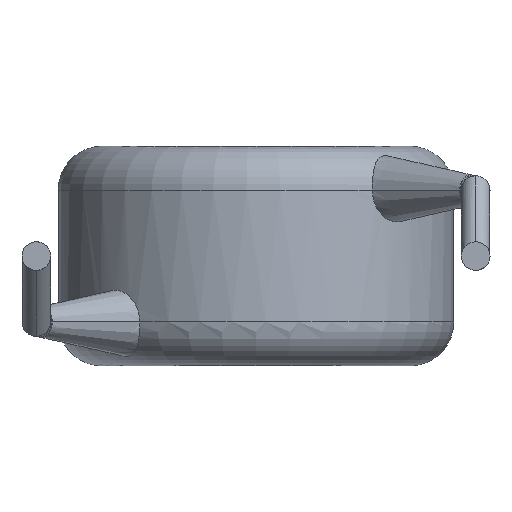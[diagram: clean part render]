
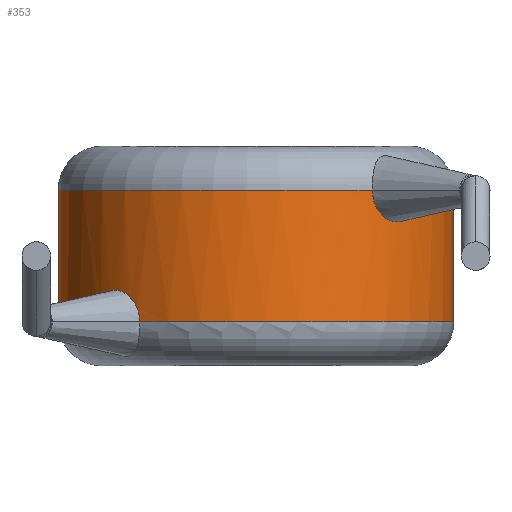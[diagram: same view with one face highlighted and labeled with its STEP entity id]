
A CAD part, front view. The second image highlights one B-rep face of the part: STEP entity #353.
In plain terms, the highlighted cylindrical face has radius 4.5 mm (diameter 9 mm), a partial arc.
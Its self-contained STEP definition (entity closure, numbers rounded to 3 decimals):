
#84 = CARTESIAN_POINT ( 'NONE',  ( 2.646, -3.64, 4. ) ) ;
#228 = CARTESIAN_POINT ( 'NONE',  ( 0., 0., 1. ) ) ;
#242 = CARTESIAN_POINT ( 'NONE',  ( 4.5, 0., 4. ) ) ;
#261 = CARTESIAN_POINT ( 'NONE',  ( 0., 0., 5. ) ) ;
#325 = EDGE_CURVE ( 'NONE', #3884, #3775, #4021, .T. ) ;
#337 = VERTEX_POINT ( 'NONE', #242 ) ;
#353 = ADVANCED_FACE ( 'NONE', ( #531 ), #3815, .T. ) ;
#356 = CARTESIAN_POINT ( 'NONE',  ( 0., 0., 4. ) ) ;
#399 = CARTESIAN_POINT ( 'NONE',  ( 2.646, -3.64, 3.904 ) ) ;
#439 = AXIS2_PLACEMENT_3D ( 'NONE', #1881, #1544, #1573 ) ;
#531 = FACE_OUTER_BOUND ( 'NONE', #2256, .T. ) ;
#642 = CARTESIAN_POINT ( 'NONE',  ( -2.646, -3.64, 1. ) ) ;
#695 = CARTESIAN_POINT ( 'NONE',  ( -4.5, 0., 4. ) ) ;
#728 = CARTESIAN_POINT ( 'NONE',  ( 2.722, -3.583, 3.633 ) ) ;
#736 = CARTESIAN_POINT ( 'NONE',  ( -3.502, -2.826, 1.58 ) ) ;
#747 = AXIS2_PLACEMENT_3D ( 'NONE', #261, #3531, #2180 ) ;
#760 = CARTESIAN_POINT ( 'NONE',  ( 4.5, 0., 1. ) ) ;
#765 = B_SPLINE_CURVE_WITH_KNOTS ( 'NONE', 3,
 ( #4215, #3014, #3656, #1436, #2708, #1724, #2695, #3034, #1740, #4009, #736, #3747, #3441, #4063 ),
 .UNSPECIFIED., .F., .F.,
 ( 4, 2, 2, 2, 2, 2, 4 ),
 ( 0., 0., 0.001, 0.001, 0.001, 0.002, 0.002 ),
 .UNSPECIFIED. ) ;
#799 = DIRECTION ( 'NONE',  ( 0., 0., -1. ) ) ;
#859 = EDGE_CURVE ( 'NONE', #2760, #3681, #3448, .T. ) ;
#903 = DIRECTION ( 'NONE',  ( 1., 0., 0. ) ) ;
#970 = ORIENTED_EDGE ( 'NONE', *, *, #1087, .T. ) ;
#1076 = CARTESIAN_POINT ( 'NONE',  ( 2.926, -3.422, 3.354 ) ) ;
#1087 = EDGE_CURVE ( 'NONE', #1566, #3516, #1209, .T. ) ;
#1163 = VECTOR ( 'NONE', #799, 1000. ) ;
#1209 = CIRCLE ( 'NONE', #3526, 4.5 ) ;
#1276 = VECTOR ( 'NONE', #3421, 1000. ) ;
#1404 = ORIENTED_EDGE ( 'NONE', *, *, #3939, .T. ) ;
#1423 = CARTESIAN_POINT ( 'NONE',  ( 3.27, -3.093, 3.277 ) ) ;
#1436 = CARTESIAN_POINT ( 'NONE',  ( -2.722, -3.583, 1.367 ) ) ;
#1527 = ORIENTED_EDGE ( 'NONE', *, *, #3425, .F. ) ;
#1528 = B_SPLINE_CURVE_WITH_KNOTS ( 'NONE', 3,
 ( #84, #399, #2697, #728, #3038, #1076, #3361, #1423, #3678, #4013, #3053, #1764, #2041, #1728 ),
 .UNSPECIFIED., .F., .F.,
 ( 4, 2, 2, 2, 2, 2, 4 ),
 ( 0., 0., 0.001, 0.001, 0.001, 0.002, 0.002 ),
 .UNSPECIFIED. ) ;
#1544 = DIRECTION ( 'NONE',  ( 0., 0., 1. ) ) ;
#1562 = VERTEX_POINT ( 'NONE', #4032 ) ;
#1566 = VERTEX_POINT ( 'NONE', #642 ) ;
#1573 = DIRECTION ( 'NONE',  ( 1., 0., 0. ) ) ;
#1585 = DIRECTION ( 'NONE',  ( 0., 0., 1. ) ) ;
#1724 = CARTESIAN_POINT ( 'NONE',  ( -2.926, -3.422, 1.646 ) ) ;
#1728 = CARTESIAN_POINT ( 'NONE',  ( 3.675, -2.597, 4. ) ) ;
#1740 = CARTESIAN_POINT ( 'NONE',  ( -3.335, -3.023, 1.705 ) ) ;
#1764 = CARTESIAN_POINT ( 'NONE',  ( 3.63, -2.663, 3.621 ) ) ;
#1772 = ORIENTED_EDGE ( 'NONE', *, *, #325, .T. ) ;
#1881 = CARTESIAN_POINT ( 'NONE',  ( 0., 0., 1. ) ) ;
#2041 = CARTESIAN_POINT ( 'NONE',  ( 3.675, -2.597, 3.807 ) ) ;
#2068 = CARTESIAN_POINT ( 'NONE',  ( -3.675, -2.597, 1. ) ) ;
#2180 = DIRECTION ( 'NONE',  ( -1., 0., 0. ) ) ;
#2202 = ORIENTED_EDGE ( 'NONE', *, *, #859, .T. ) ;
#2256 = EDGE_LOOP ( 'NONE', ( #3189, #2847, #3235, #2202, #1404, #1772, #1527, #970 ) ) ;
#2299 = EDGE_CURVE ( 'NONE', #337, #3516, #2441, .T. ) ;
#2348 = CARTESIAN_POINT ( 'NONE',  ( 2.646, -3.64, 4. ) ) ;
#2402 = LINE ( 'NONE', #3407, #1276 ) ;
#2418 = DIRECTION ( 'NONE',  ( 1., 0., 0. ) ) ;
#2433 = CARTESIAN_POINT ( 'NONE',  ( 0., 0., 4. ) ) ;
#2441 = LINE ( 'NONE', #2769, #1163 ) ;
#2530 = AXIS2_PLACEMENT_3D ( 'NONE', #2433, #3736, #2418 ) ;
#2611 = DIRECTION ( 'NONE',  ( 0., 0., -1. ) ) ;
#2695 = CARTESIAN_POINT ( 'NONE',  ( -3.069, -3.296, 1.723 ) ) ;
#2697 = CARTESIAN_POINT ( 'NONE',  ( 2.662, -3.628, 3.809 ) ) ;
#2708 = CARTESIAN_POINT ( 'NONE',  ( -2.767, -3.55, 1.447 ) ) ;
#2760 = VERTEX_POINT ( 'NONE', #2348 ) ;
#2769 = CARTESIAN_POINT ( 'NONE',  ( 4.5, 0., 5. ) ) ;
#2847 = ORIENTED_EDGE ( 'NONE', *, *, #3052, .T. ) ;
#2957 = DIRECTION ( 'NONE',  ( 1., 0., 0. ) ) ;
#3014 = CARTESIAN_POINT ( 'NONE',  ( -2.646, -3.64, 1.096 ) ) ;
#3034 = CARTESIAN_POINT ( 'NONE',  ( -3.27, -3.093, 1.723 ) ) ;
#3038 = CARTESIAN_POINT ( 'NONE',  ( 2.767, -3.55, 3.553 ) ) ;
#3052 = EDGE_CURVE ( 'NONE', #337, #1562, #3849, .T. ) ;
#3053 = CARTESIAN_POINT ( 'NONE',  ( 3.502, -2.826, 3.42 ) ) ;
#3189 = ORIENTED_EDGE ( 'NONE', *, *, #2299, .F. ) ;
#3235 = ORIENTED_EDGE ( 'NONE', *, *, #4098, .F. ) ;
#3361 = CARTESIAN_POINT ( 'NONE',  ( 3.069, -3.296, 3.277 ) ) ;
#3407 = CARTESIAN_POINT ( 'NONE',  ( -4.5, 0., 5. ) ) ;
#3421 = DIRECTION ( 'NONE',  ( 0., 0., -1. ) ) ;
#3425 = EDGE_CURVE ( 'NONE', #1566, #3775, #765, .T. ) ;
#3441 = CARTESIAN_POINT ( 'NONE',  ( -3.675, -2.597, 1.193 ) ) ;
#3448 = CIRCLE ( 'NONE', #3471, 4.5 ) ;
#3471 = AXIS2_PLACEMENT_3D ( 'NONE', #356, #2611, #2957 ) ;
#3516 = VERTEX_POINT ( 'NONE', #760 ) ;
#3526 = AXIS2_PLACEMENT_3D ( 'NONE', #228, #1585, #903 ) ;
#3531 = DIRECTION ( 'NONE',  ( 0., 0., -1. ) ) ;
#3656 = CARTESIAN_POINT ( 'NONE',  ( -2.662, -3.628, 1.191 ) ) ;
#3665 = CARTESIAN_POINT ( 'NONE',  ( -4.5, 0., 1. ) ) ;
#3678 = CARTESIAN_POINT ( 'NONE',  ( 3.335, -3.023, 3.295 ) ) ;
#3681 = VERTEX_POINT ( 'NONE', #695 ) ;
#3736 = DIRECTION ( 'NONE',  ( 0., 0., -1. ) ) ;
#3747 = CARTESIAN_POINT ( 'NONE',  ( -3.63, -2.663, 1.379 ) ) ;
#3775 = VERTEX_POINT ( 'NONE', #2068 ) ;
#3815 = CYLINDRICAL_SURFACE ( 'NONE', #747, 4.5 ) ;
#3849 = CIRCLE ( 'NONE', #2530, 4.5 ) ;
#3884 = VERTEX_POINT ( 'NONE', #3665 ) ;
#3939 = EDGE_CURVE ( 'NONE', #3681, #3884, #2402, .T. ) ;
#4009 = CARTESIAN_POINT ( 'NONE',  ( -3.451, -2.889, 1.633 ) ) ;
#4013 = CARTESIAN_POINT ( 'NONE',  ( 3.451, -2.889, 3.367 ) ) ;
#4021 = CIRCLE ( 'NONE', #439, 4.5 ) ;
#4032 = CARTESIAN_POINT ( 'NONE',  ( 3.675, -2.597, 4. ) ) ;
#4063 = CARTESIAN_POINT ( 'NONE',  ( -3.675, -2.597, 1. ) ) ;
#4098 = EDGE_CURVE ( 'NONE', #2760, #1562, #1528, .T. ) ;
#4215 = CARTESIAN_POINT ( 'NONE',  ( -2.646, -3.64, 1. ) ) ;
